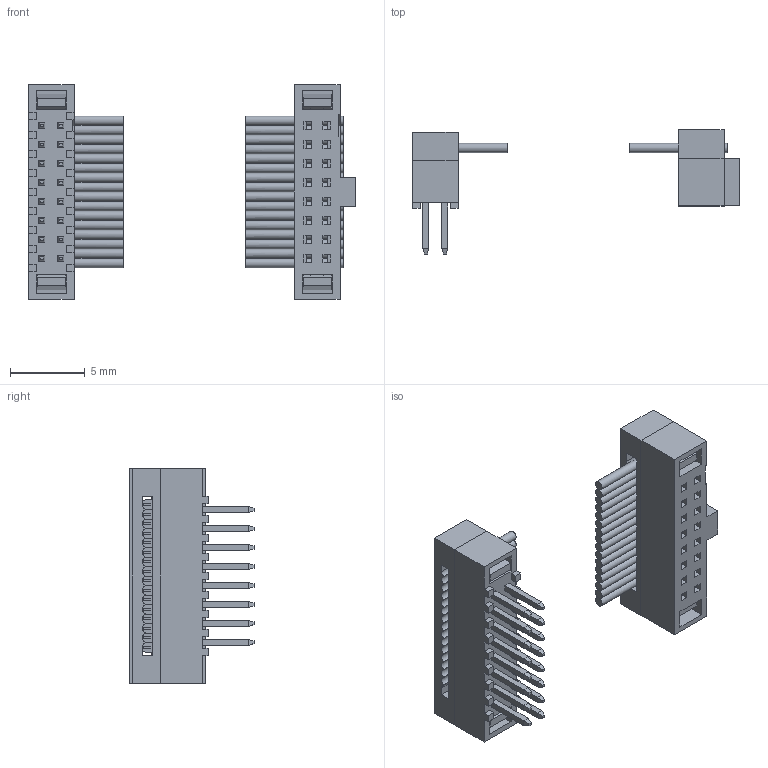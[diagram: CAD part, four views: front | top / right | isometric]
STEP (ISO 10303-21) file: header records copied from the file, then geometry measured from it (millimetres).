
FILE_DESCRIPTION(/* description */ ('STEP AP214'),/* implementation_level */ '2;1');
FILE_NAME(/* name */ 'FFMD-08-T-02.00-01-N',/* time_stamp */ '2024-10-29T16:47:39+01:00',/* author */ ('License CC BY-ND 4.0'),/* organization */ ('CADENAS'),/* preprocessor_version */ 'ST-DEVELOPER v19.3',/* originating_system */ 'PARTsolutions',/* authorisation */ ' ');
FILE_SCHEMA (('AUTOMOTIVE_DESIGN {1 0 10303 214 3 1 1}'));
Length unit declared in the file: inch
Products named in the file (6): FFMD-08-T-02.00-01-N; FFMD-08S_lb; FFMD-08_ub; FFMD-08_pin; FFSD-080LB; FFSD-080se_ub
Assembly tree (6 placements, depth 2):
  FFMD-08-T-02.00-01-N
    FFMD-08S_lb
    FFMD-08_ub
    FFMD-08_pin  x2
    FFSD-080LB
    FFSD-080se_ub
Bounding box: 21.86 x 8.31 x 14.35 mm (x, y, z)
Volume: 360.3 mm3; surface area: 1803.9 mm2
Topology: 6 solids, 6 shells, 1520 faces, 4573 edges, 2984 vertices
Faces by surface type: plane 1348, cylinder 172
Entity records: 47706 total; most frequent: ORIENTED_EDGE 7794, CARTESIAN_POINT 7778, DIRECTION 6955, EDGE_CURVE 3897, LINE 3385, VECTOR 3385, VERTEX_POINT 2544, AXIS2_PLACEMENT_3D 1785
